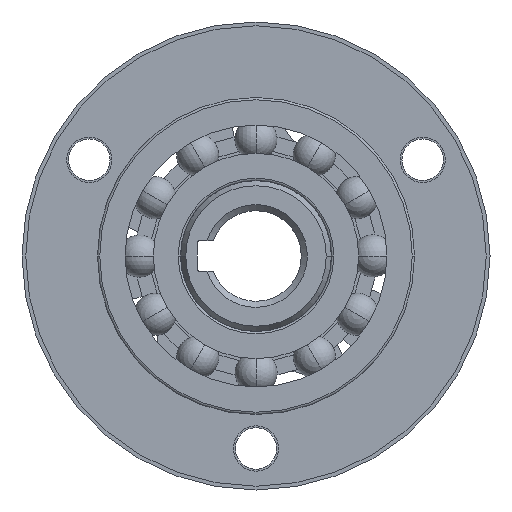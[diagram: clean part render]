
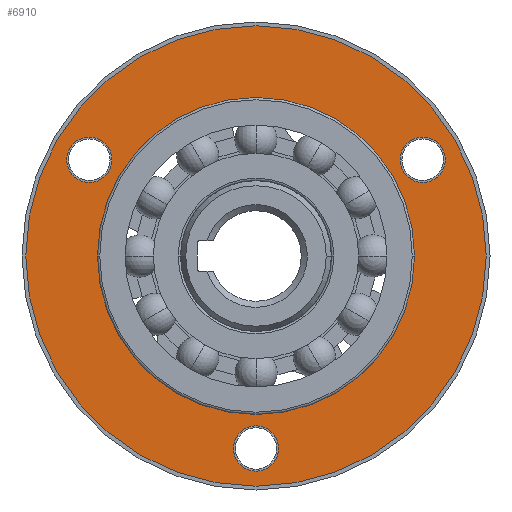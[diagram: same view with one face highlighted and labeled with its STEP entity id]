
A CAD part, left-side view. The second image highlights one B-rep face of the part: STEP entity #6910.
In plain terms, the highlighted planar face has unit normal (-1, 0, 0).
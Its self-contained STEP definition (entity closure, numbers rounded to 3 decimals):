
#6695=CARTESIAN_POINT('',(-0.125,0.,0.));
#6696=DIRECTION('',(1.,0.,0.));
#6697=DIRECTION('',(0.,-1.,0.));
#6698=AXIS2_PLACEMENT_3D('',#6695,#6696,#6697);
#6700=CARTESIAN_POINT('',(-0.125,0.,0.));
#6701=DIRECTION('',(1.,0.,0.));
#6702=DIRECTION('',(0.,1.,0.));
#6703=AXIS2_PLACEMENT_3D('',#6700,#6701,#6702);
#6705=CARTESIAN_POINT('',(-0.125,0.,0.));
#6706=DIRECTION('',(-1.,0.,0.));
#6707=DIRECTION('',(0.,1.,0.));
#6708=AXIS2_PLACEMENT_3D('',#6705,#6706,#6707);
#6710=CARTESIAN_POINT('',(-0.125,0.,0.));
#6711=DIRECTION('',(-1.,0.,0.));
#6712=DIRECTION('',(0.,-1.,0.));
#6713=AXIS2_PLACEMENT_3D('',#6710,#6711,#6712);
#6715=CARTESIAN_POINT('',(-0.125,25.5,0.));
#6716=DIRECTION('',(-1.,0.,0.));
#6717=DIRECTION('',(0.,-1.,0.));
#6718=AXIS2_PLACEMENT_3D('',#6715,#6716,#6717);
#6720=CARTESIAN_POINT('',(-0.125,25.5,0.));
#6721=DIRECTION('',(-1.,0.,0.));
#6722=DIRECTION('',(0.,1.,0.));
#6723=AXIS2_PLACEMENT_3D('',#6720,#6721,#6722);
#6725=CARTESIAN_POINT('',(-0.125,-12.75,22.084));
#6726=DIRECTION('',(-1.,0.,0.));
#6727=DIRECTION('',(0.,-1.,0.));
#6728=AXIS2_PLACEMENT_3D('',#6725,#6726,#6727);
#6730=CARTESIAN_POINT('',(-0.125,-12.75,22.084));
#6731=DIRECTION('',(-1.,0.,0.));
#6732=DIRECTION('',(0.,1.,0.));
#6733=AXIS2_PLACEMENT_3D('',#6730,#6731,#6732);
#6735=CARTESIAN_POINT('',(-0.125,-12.75,-22.084));
#6736=DIRECTION('',(-1.,0.,0.));
#6737=DIRECTION('',(0.,-1.,0.));
#6738=AXIS2_PLACEMENT_3D('',#6735,#6736,#6737);
#6740=CARTESIAN_POINT('',(-0.125,-12.75,-22.084));
#6741=DIRECTION('',(-1.,0.,0.));
#6742=DIRECTION('',(0.,1.,0.));
#6743=AXIS2_PLACEMENT_3D('',#6740,#6741,#6742);
#6835=CARTESIAN_POINT('',(-0.125,-30.5,0.));
#6836=CARTESIAN_POINT('',(-0.125,30.5,0.));
#6837=VERTEX_POINT('',#6835);
#6838=VERTEX_POINT('',#6836);
#6839=CARTESIAN_POINT('',(-0.125,21.,0.));
#6840=CARTESIAN_POINT('',(-0.125,-21.,0.));
#6841=VERTEX_POINT('',#6839);
#6842=VERTEX_POINT('',#6840);
#6843=CARTESIAN_POINT('',(-0.125,22.5,0.));
#6844=CARTESIAN_POINT('',(-0.125,28.5,0.));
#6845=VERTEX_POINT('',#6843);
#6846=VERTEX_POINT('',#6844);
#6847=CARTESIAN_POINT('',(-0.125,-15.75,22.084));
#6848=CARTESIAN_POINT('',(-0.125,-9.75,22.084));
#6849=VERTEX_POINT('',#6847);
#6850=VERTEX_POINT('',#6848);
#6851=CARTESIAN_POINT('',(-0.125,-15.75,-22.084));
#6852=CARTESIAN_POINT('',(-0.125,-9.75,-22.084));
#6853=VERTEX_POINT('',#6851);
#6854=VERTEX_POINT('',#6852);
#6875=CARTESIAN_POINT('',(-0.125,0.,0.));
#6876=DIRECTION('',(1.,0.,0.));
#6877=DIRECTION('',(0.,-1.,0.));
#6878=AXIS2_PLACEMENT_3D('',#6875,#6876,#6877);
#6879=PLANE('',#6878);
#6881=ORIENTED_EDGE('',*,*,#6880,.T.);
#6883=ORIENTED_EDGE('',*,*,#6882,.T.);
#6884=EDGE_LOOP('',(#6881,#6883));
#6885=FACE_OUTER_BOUND('',#6884,.F.);
#6887=ORIENTED_EDGE('',*,*,#6886,.T.);
#6889=ORIENTED_EDGE('',*,*,#6888,.T.);
#6890=EDGE_LOOP('',(#6887,#6889));
#6891=FACE_BOUND('',#6890,.F.);
#6893=ORIENTED_EDGE('',*,*,#6892,.T.);
#6895=ORIENTED_EDGE('',*,*,#6894,.T.);
#6896=EDGE_LOOP('',(#6893,#6895));
#6897=FACE_BOUND('',#6896,.F.);
#6899=ORIENTED_EDGE('',*,*,#6898,.T.);
#6901=ORIENTED_EDGE('',*,*,#6900,.T.);
#6902=EDGE_LOOP('',(#6899,#6901));
#6903=FACE_BOUND('',#6902,.F.);
#6905=ORIENTED_EDGE('',*,*,#6904,.T.);
#6907=ORIENTED_EDGE('',*,*,#6906,.T.);
#6908=EDGE_LOOP('',(#6905,#6907));
#6909=FACE_BOUND('',#6908,.F.);
#6699=CIRCLE('',#6698,30.5);
#6704=CIRCLE('',#6703,30.5);
#6709=CIRCLE('',#6708,21.);
#6714=CIRCLE('',#6713,21.);
#6719=CIRCLE('',#6718,3.);
#6724=CIRCLE('',#6723,3.);
#6729=CIRCLE('',#6728,3.);
#6734=CIRCLE('',#6733,3.);
#6739=CIRCLE('',#6738,3.);
#6744=CIRCLE('',#6743,3.);
#6880=EDGE_CURVE('',#6837,#6838,#6699,.T.);
#6882=EDGE_CURVE('',#6838,#6837,#6704,.T.);
#6886=EDGE_CURVE('',#6841,#6842,#6709,.T.);
#6888=EDGE_CURVE('',#6842,#6841,#6714,.T.);
#6892=EDGE_CURVE('',#6845,#6846,#6719,.T.);
#6894=EDGE_CURVE('',#6846,#6845,#6724,.T.);
#6898=EDGE_CURVE('',#6849,#6850,#6729,.T.);
#6900=EDGE_CURVE('',#6850,#6849,#6734,.T.);
#6904=EDGE_CURVE('',#6853,#6854,#6739,.T.);
#6906=EDGE_CURVE('',#6854,#6853,#6744,.T.);
#6910=ADVANCED_FACE('',(#6885,#6891,#6897,#6903,#6909),#6879,.F.);
